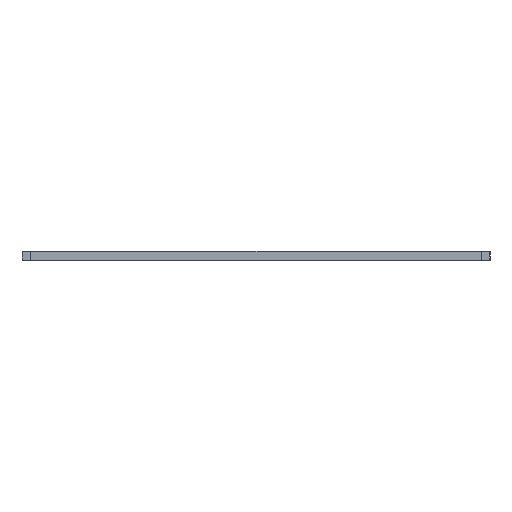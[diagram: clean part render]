
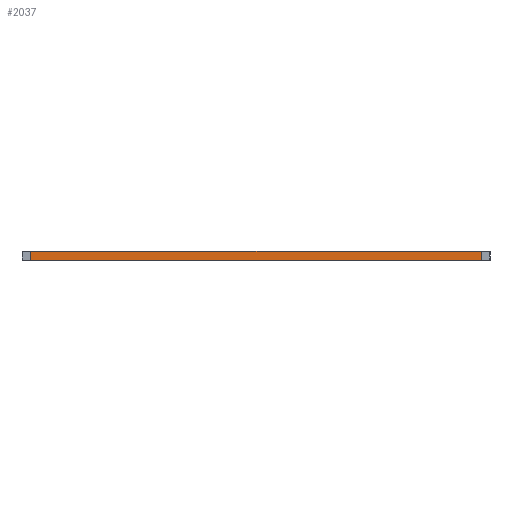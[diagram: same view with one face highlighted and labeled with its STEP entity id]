
A CAD part, top view. The second image highlights one B-rep face of the part: STEP entity #2037.
In plain terms, the highlighted planar face has unit normal (0, 0, 1).
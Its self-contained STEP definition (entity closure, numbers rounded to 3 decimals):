
#82=PLANE('',#2210);
#183=FACE_OUTER_BOUND('',#295,.T.);
#295=EDGE_LOOP('',(#1752,#1753,#1754,#1755));
#399=LINE('',#3003,#623);
#512=LINE('',#3324,#736);
#513=LINE('',#3327,#737);
#514=LINE('',#3328,#738);
#623=VECTOR('',#2398,153.);
#736=VECTOR('',#2727,3.);
#737=VECTOR('',#2730,153.);
#738=VECTOR('',#2731,3.);
#920=VERTEX_POINT('',#3000);
#921=VERTEX_POINT('',#3002);
#1021=VERTEX_POINT('',#3322);
#1022=VERTEX_POINT('',#3326);
#1138=EDGE_CURVE('',#920,#921,#399,.T.);
#1298=EDGE_CURVE('',#920,#1021,#512,.T.);
#1299=EDGE_CURVE('',#1022,#1021,#513,.T.);
#1300=EDGE_CURVE('',#921,#1022,#514,.T.);
#1752=ORIENTED_EDGE('',*,*,#1138,.F.);
#1753=ORIENTED_EDGE('',*,*,#1298,.T.);
#1754=ORIENTED_EDGE('',*,*,#1299,.F.);
#1755=ORIENTED_EDGE('',*,*,#1300,.F.);
#2037=ADVANCED_FACE('',(#183),#82,.T.);
#2210=AXIS2_PLACEMENT_3D('',#3325,#2728,#2729);
#2398=DIRECTION('',(-1.,0.,0.));
#2727=DIRECTION('',(0.,1.,0.));
#2728=DIRECTION('center_axis',(0.,0.,1.));
#2729=DIRECTION('ref_axis',(1.,0.,0.));
#2730=DIRECTION('',(1.,0.,0.));
#2731=DIRECTION('',(0.,1.,0.));
#3000=CARTESIAN_POINT('',(0.,0.,85.));
#3002=CARTESIAN_POINT('',(-153.,0.,85.));
#3003=CARTESIAN_POINT('',(0.,0.,85.));
#3322=CARTESIAN_POINT('',(0.,3.,85.));
#3324=CARTESIAN_POINT('',(0.,0.,85.));
#3325=CARTESIAN_POINT('Origin',(-153.,0.,85.));
#3326=CARTESIAN_POINT('',(-153.,3.,85.));
#3327=CARTESIAN_POINT('',(0.,3.,85.));
#3328=CARTESIAN_POINT('',(-153.,0.,85.));
